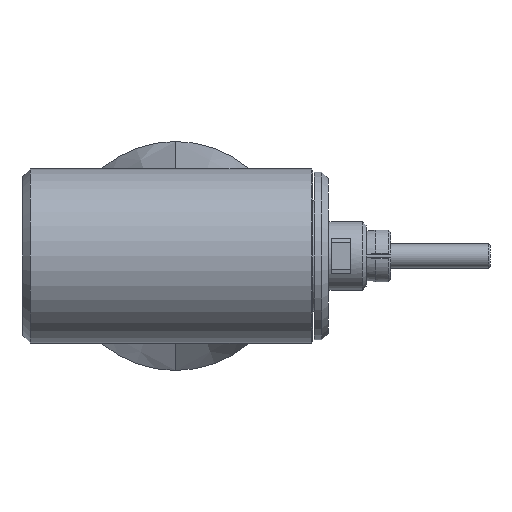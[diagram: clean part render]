
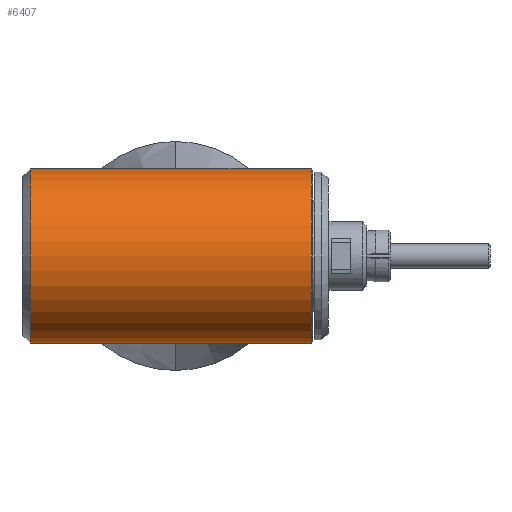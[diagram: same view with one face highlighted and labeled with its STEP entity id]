
A CAD part, left-side view. The second image highlights one B-rep face of the part: STEP entity #6407.
In plain terms, the highlighted cylindrical face has radius 11.4 mm (diameter 22.8 mm), a partial arc.
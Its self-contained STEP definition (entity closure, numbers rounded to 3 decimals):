
#17 = CARTESIAN_POINT ( 'NONE',  ( 0., 19., -11.4 ) ) ;
#243 = CARTESIAN_POINT ( 'NONE',  ( 0., 40.445, -11.4 ) ) ;
#264 = AXIS2_PLACEMENT_3D ( 'NONE', #5726, #705, #6269 ) ;
#530 = VERTEX_POINT ( 'NONE', #5120 ) ;
#705 = DIRECTION ( 'NONE',  ( 0., 1., 0. ) ) ;
#1098 = VERTEX_POINT ( 'NONE', #1835 ) ;
#1154 = AXIS2_PLACEMENT_3D ( 'NONE', #2407, #5928, #2896 ) ;
#1170 = EDGE_CURVE ( 'NONE', #530, #1098, #3091, .T. ) ;
#1243 = EDGE_CURVE ( 'NONE', #5497, #2875, #1603, .T. ) ;
#1452 = VECTOR ( 'NONE', #3753, 1000. ) ;
#1603 = LINE ( 'NONE', #243, #1452 ) ;
#1704 = CARTESIAN_POINT ( 'NONE',  ( 0., 40.445, 11.4 ) ) ;
#1806 = DIRECTION ( 'NONE',  ( 0., 1., 0. ) ) ;
#1835 = CARTESIAN_POINT ( 'NONE',  ( 0., 19., 11.4 ) ) ;
#2207 = CIRCLE ( 'NONE', #3819, 11.4 ) ;
#2407 = CARTESIAN_POINT ( 'NONE',  ( 0., 19., 0. ) ) ;
#2875 = VERTEX_POINT ( 'NONE', #17 ) ;
#2896 = DIRECTION ( 'NONE',  ( 0., 0., 1. ) ) ;
#3091 = LINE ( 'NONE', #1704, #3254 ) ;
#3194 = CARTESIAN_POINT ( 'NONE',  ( 0., -17.8, -11.4 ) ) ;
#3254 = VECTOR ( 'NONE', #5221, 1000. ) ;
#3400 = EDGE_CURVE ( 'NONE', #1098, #2875, #3994, .T. ) ;
#3425 = FACE_OUTER_BOUND ( 'NONE', #4595, .T. ) ;
#3458 = ORIENTED_EDGE ( 'NONE', *, *, #3523, .T. ) ;
#3523 = EDGE_CURVE ( 'NONE', #5497, #530, #2207, .T. ) ;
#3753 = DIRECTION ( 'NONE',  ( 0., 1., 0. ) ) ;
#3819 = AXIS2_PLACEMENT_3D ( 'NONE', #4826, #1806, #5315 ) ;
#3994 = CIRCLE ( 'NONE', #1154, 11.4 ) ;
#4121 = ORIENTED_EDGE ( 'NONE', *, *, #1243, .F. ) ;
#4595 = EDGE_LOOP ( 'NONE', ( #4121, #3458, #6309, #5867 ) ) ;
#4596 = CYLINDRICAL_SURFACE ( 'NONE', #264, 11.4 ) ;
#4826 = CARTESIAN_POINT ( 'NONE',  ( 0., -17.8, 0. ) ) ;
#5120 = CARTESIAN_POINT ( 'NONE',  ( 0., -17.8, 11.4 ) ) ;
#5221 = DIRECTION ( 'NONE',  ( 0., 1., 0. ) ) ;
#5315 = DIRECTION ( 'NONE',  ( 0., 0., -1. ) ) ;
#5497 = VERTEX_POINT ( 'NONE', #3194 ) ;
#5726 = CARTESIAN_POINT ( 'NONE',  ( 0., 40.445, 0. ) ) ;
#5867 = ORIENTED_EDGE ( 'NONE', *, *, #3400, .T. ) ;
#5928 = DIRECTION ( 'NONE',  ( 0., -1., 0. ) ) ;
#6269 = DIRECTION ( 'NONE',  ( 0., 0., 1. ) ) ;
#6309 = ORIENTED_EDGE ( 'NONE', *, *, #1170, .T. ) ;
#6407 = ADVANCED_FACE ( 'NONE', ( #3425 ), #4596, .T. ) ;
